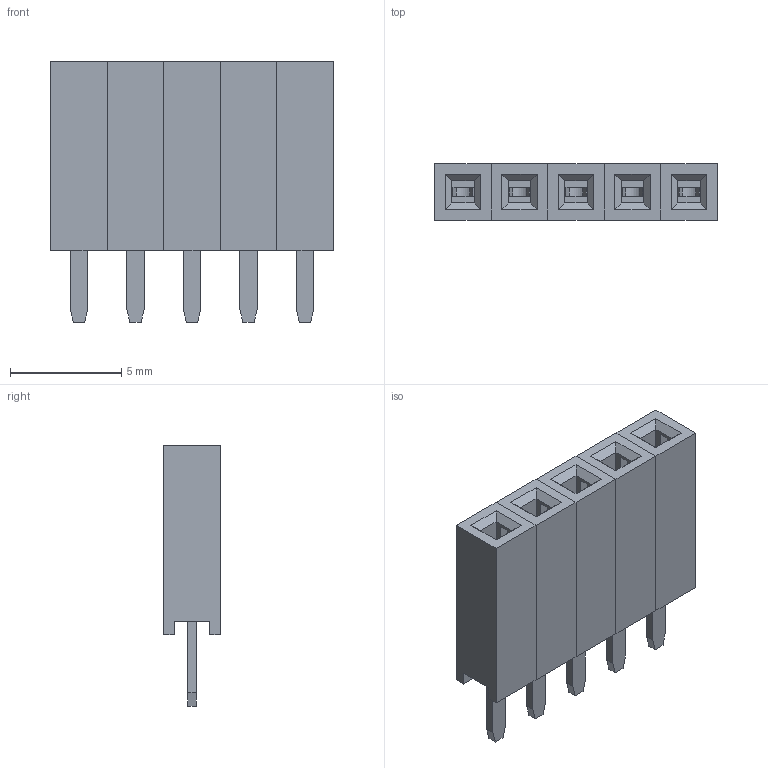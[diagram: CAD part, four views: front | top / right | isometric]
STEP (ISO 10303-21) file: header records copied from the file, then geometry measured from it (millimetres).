
FILE_DESCRIPTION (( 'STEP AP214' ), '1' );
FILE_NAME ('User Library-HeaderRangLuocDonThang2.54mm.STEP', '2019-04-08T09:25:28', ( '' ), ( '' ), 'SwSTEP 2.0', 'SolidWorks 2019', '' );
FILE_SCHEMA (( 'AUTOMOTIVE_DESIGN' ));
Length unit declared in the file: millimetre
Products named in the file (1): User Library-HeaderRangLuocDonThang2.54mm
Bounding box: 12.7 x 2.54 x 11.7 mm (x, y, z)
Volume: 228.6 mm3; surface area: 866.3 mm2
Topology: 5 solids, 5 shells, 240 faces, 670 edges, 440 vertices
Faces by surface type: plane 235, cylinder 5
Entity records: 10274 total; most frequent: CARTESIAN_POINT 1351, ORIENTED_EDGE 1340, DIRECTION 1162, EDGE_CURVE 670, VECTOR 660, LINE 660, VERTEX_POINT 440, EDGE_LOOP 260
